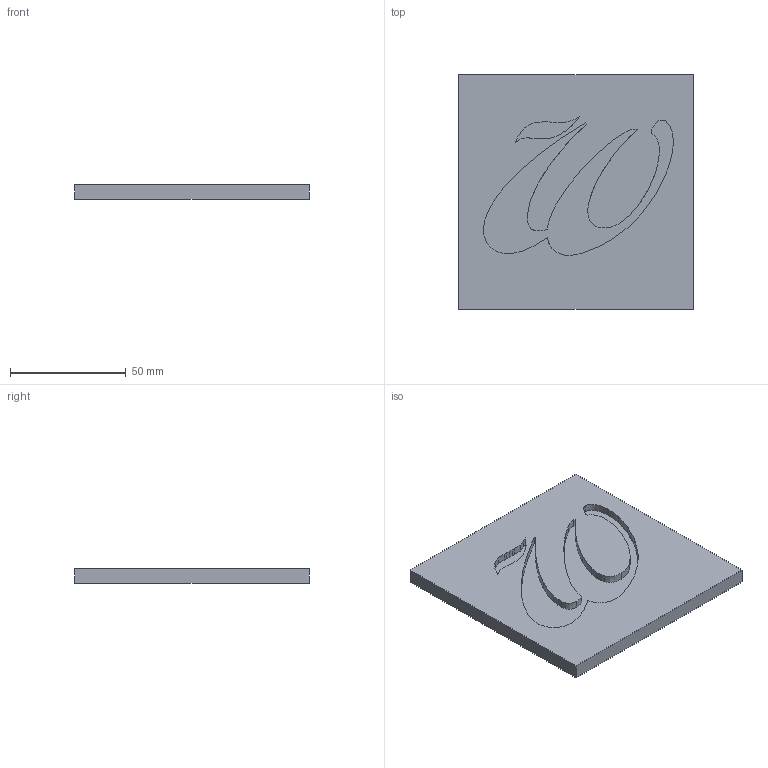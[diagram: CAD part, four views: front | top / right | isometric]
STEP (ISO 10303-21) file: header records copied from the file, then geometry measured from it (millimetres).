
FILE_DESCRIPTION(('CATIA V5 STEP Exchange'),'2;1');
FILE_NAME('4x4Coaster W Indiana.stp','2020-02-27T18:51:55+00:00',('none'),('none'),'CATIA Version 5 Release 16 (IN-10)','CATIA V5 STEP AP203','none');
FILE_SCHEMA(('CONFIG_CONTROL_DESIGN'));
Length unit declared in the file: millimetre
Products named in the file (1): 4x4Coaster
Bounding box: 101.6 x 101.6 x 6.35 mm (x, y, z)
Volume: 59518.9 mm3; surface area: 24813.6 mm2
Topology: 1 solids, 1 shells, 88 faces, 252 edges, 168 vertices
Faces by surface type: extrusion 67, plane 21
Entity records: 3192 total; most frequent: CARTESIAN_POINT 1123, ORIENTED_EDGE 504, EDGE_CURVE 252, DIRECTION 221, B_SPLINE_CURVE_WITH_KNOTS 205, VECTOR 181, VERTEX_POINT 168, LINE 114
